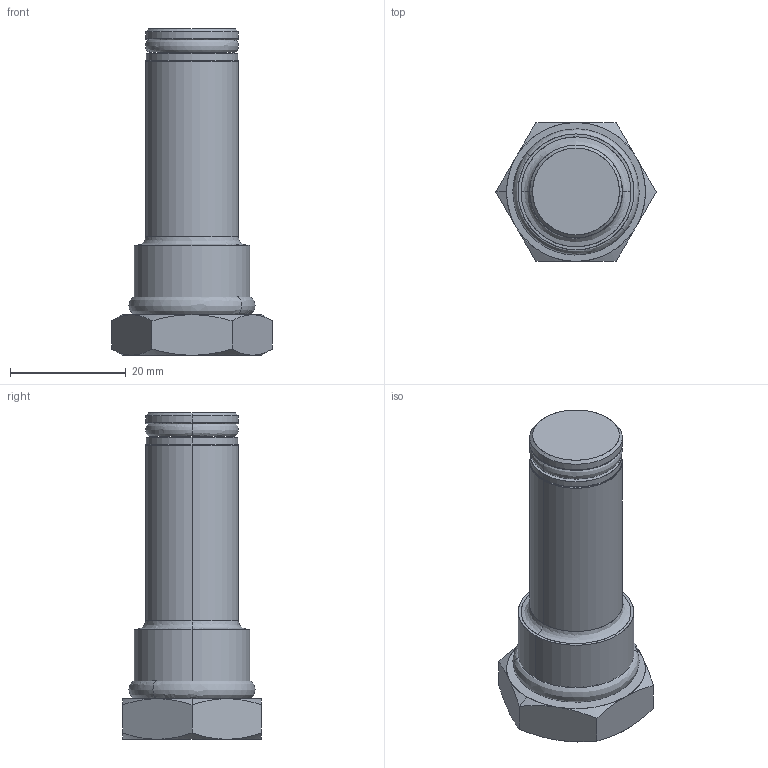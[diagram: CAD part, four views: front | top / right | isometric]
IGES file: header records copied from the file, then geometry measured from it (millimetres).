
Start section: SolidWorks IGES file using analytic representation for surfaces
Global section: file name: L_20001100.igs; native system: SolidWorks 2012; preprocessor: SolidWorks 2012; author: serviziopdm; date: 140206.135938; units: millimetre
Bounding box: 27.71 x 24 x 56.4 mm (x, y, z)
Surface area: 4817.4 mm2 (no closed solid volume)
Topology: 0 solids, 0 shells, 51 faces, 734 edges, 734 vertices
Faces by surface type: bspline 27, revolution 24
